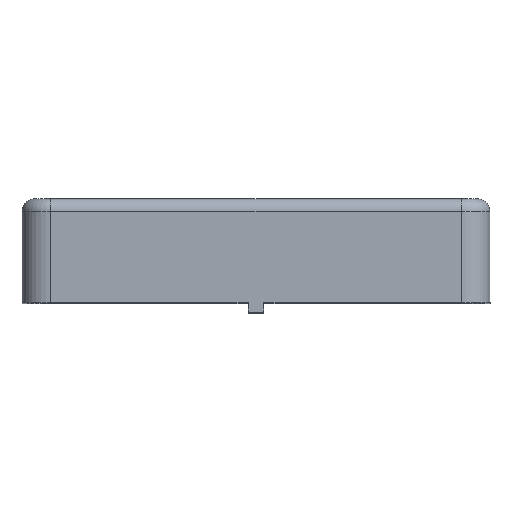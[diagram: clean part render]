
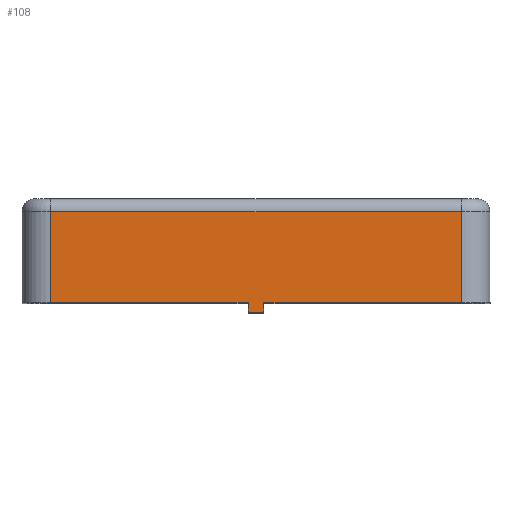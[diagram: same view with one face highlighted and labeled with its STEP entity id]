
A CAD part, top view. The second image highlights one B-rep face of the part: STEP entity #108.
In plain terms, the highlighted planar face has unit normal (0, 0, 1).
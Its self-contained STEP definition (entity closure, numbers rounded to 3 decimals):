
#108=ADVANCED_FACE('NONE',(#273),#274,.T.);
#273=FACE_OUTER_BOUND('',#473,.T.);
#274=PLANE('',#474);
#473=EDGE_LOOP('',(#1061,#1062,#1063,#1064,#1065,#1066,#1067,#1068));
#474=AXIS2_PLACEMENT_3D('',#1069,#1070,#1071);
#1061=ORIENTED_EDGE('',*,*,#1349,.T.);
#1062=ORIENTED_EDGE('',*,*,#1494,.F.);
#1063=ORIENTED_EDGE('',*,*,#1495,.F.);
#1064=ORIENTED_EDGE('',*,*,#1496,.T.);
#1065=ORIENTED_EDGE('',*,*,#1351,.T.);
#1066=ORIENTED_EDGE('',*,*,#1490,.F.);
#1067=ORIENTED_EDGE('',*,*,#1497,.F.);
#1068=ORIENTED_EDGE('',*,*,#1498,.T.);
#1069=CARTESIAN_POINT('',(-12.85,0.0,18.75));
#1070=DIRECTION('',(0.0,0.,1.0));
#1071=DIRECTION('',(1.0,-0.0,0.0));
#1349=EDGE_CURVE('NONE',#1646,#1644,#1647,.T.);
#1351=EDGE_CURVE('NONE',#1649,#1650,#1651,.T.);
#1490=EDGE_CURVE('NONE',#1863,#1650,#1866,.T.);
#1494=EDGE_CURVE('NONE',#1870,#1644,#1871,.T.);
#1495=EDGE_CURVE('NONE',#1872,#1870,#1873,.T.);
#1496=EDGE_CURVE('NONE',#1872,#1649,#1874,.T.);
#1497=EDGE_CURVE('NONE',#1875,#1863,#1876,.T.);
#1498=EDGE_CURVE('NONE',#1875,#1646,#1877,.T.);
#1644=VERTEX_POINT('NONE',#2063);
#1646=VERTEX_POINT('NONE',#2066);
#1647=LINE('',#2067,#2068);
#1649=VERTEX_POINT('NONE',#2071);
#1650=VERTEX_POINT('NONE',#2072);
#1651=LINE('',#2073,#2074);
#1863=VERTEX_POINT('NONE',#2361);
#1866=LINE('',#2364,#2365);
#1870=VERTEX_POINT('NONE',#2370);
#1871=LINE('',#2371,#2372);
#1872=VERTEX_POINT('NONE',#2373);
#1873=LINE('',#2374,#2375);
#1874=LINE('',#2376,#2377);
#1875=VERTEX_POINT('NONE',#2378);
#1876=LINE('',#2379,#2380);
#1877=LINE('',#2381,#2382);
#2063=CARTESIAN_POINT('',(-0.5,-6.5,18.75));
#2066=CARTESIAN_POINT('',(-12.85,-6.5,18.75));
#2067=CARTESIAN_POINT('',(-12.85,-6.5,18.75));
#2068=VECTOR('',#2541,1000.0);
#2071=CARTESIAN_POINT('',(0.5,-6.5,18.75));
#2072=CARTESIAN_POINT('',(12.85,-6.5,18.75));
#2073=CARTESIAN_POINT('',(-12.85,-6.5,18.75));
#2074=VECTOR('',#2543,1000.0);
#2361=CARTESIAN_POINT('',(12.85,-0.8,18.75));
#2364=CARTESIAN_POINT('',(12.85,0.0,18.75));
#2365=VECTOR('',#2808,1000.0);
#2370=CARTESIAN_POINT('',(-0.5,-7.1,18.75));
#2371=CARTESIAN_POINT('',(-0.5,-7.1,18.75));
#2372=VECTOR('',#2816,1000.0);
#2373=CARTESIAN_POINT('',(0.5,-7.1,18.75));
#2374=CARTESIAN_POINT('',(-0.5,-7.1,18.75));
#2375=VECTOR('',#2817,1000.0);
#2376=CARTESIAN_POINT('',(0.5,-7.1,18.75));
#2377=VECTOR('',#2818,1000.0);
#2378=CARTESIAN_POINT('',(-12.85,-0.8,18.75));
#2379=CARTESIAN_POINT('',(-12.85,-0.8,18.75));
#2380=VECTOR('',#2819,1000.0);
#2381=CARTESIAN_POINT('',(-12.85,0.0,18.75));
#2382=VECTOR('',#2820,1000.0);
#2541=DIRECTION('',(1.0,-0.0,-0.0));
#2543=DIRECTION('',(1.0,-0.0,-0.0));
#2808=DIRECTION('',(0.0,-1.0,0.));
#2816=DIRECTION('',(0.,1.0,0.));
#2817=DIRECTION('',(-1.0,0.,-0.0));
#2818=DIRECTION('',(0.,1.0,0.));
#2819=DIRECTION('',(1.0,-0.0,-0.0));
#2820=DIRECTION('',(0.0,-1.0,0.));
